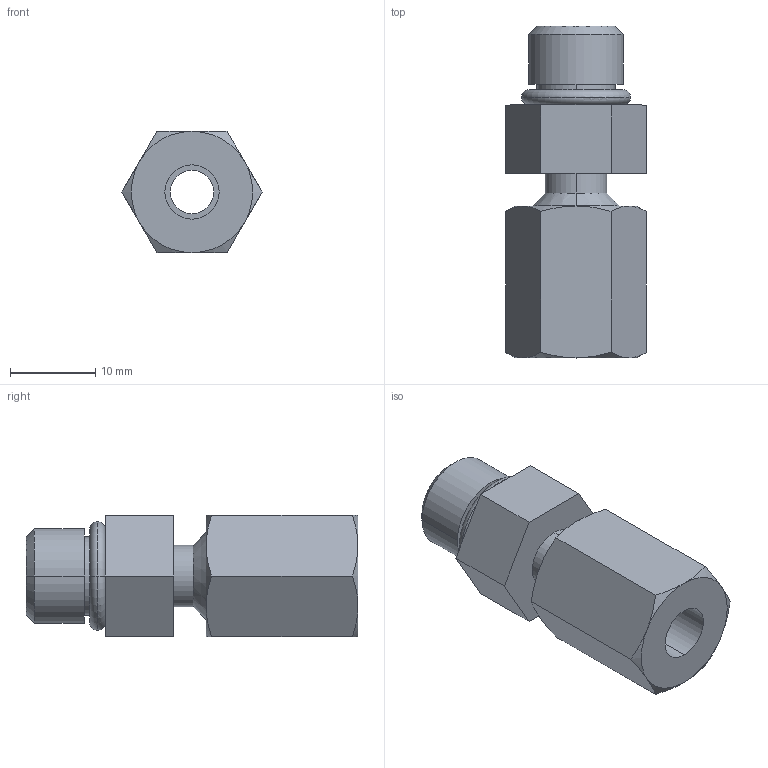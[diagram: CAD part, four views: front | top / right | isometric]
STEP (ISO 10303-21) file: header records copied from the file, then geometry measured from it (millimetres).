
FILE_DESCRIPTION((''),'2;1');
FILE_NAME('ILC30000144','2005-08-24T',('KR'),(''),'PRO/ENGINEER BY PARAMETRIC TECHNOLOGY CORPORATION, 2004290','PRO/ENGINEER BY PARAMETRIC TECHNOLOGY CORPORATION, 2004290','');
FILE_SCHEMA(('AUTOMOTIVE_DESIGN_CC2 { 1 2 10303 214 -1 1 5 2 }'));
Length unit declared in the file: inch
Products named in the file (1): ILC30000144
Bounding box: 16.42 x 38.86 x 14.22 mm (x, y, z)
Volume: 4553.4 mm3; surface area: 3170.4 mm2
Topology: 2 solids, 2 shells, 53 faces, 114 edges, 68 vertices
Faces by surface type: plane 19, cone 18, cylinder 12, torus 4
Entity records: 2111 total; most frequent: CARTESIAN_POINT 467, DIRECTION 236, ORIENTED_EDGE 228, PRESENTATION_STYLE_ASSIGNMENT 120, STYLED_ITEM 116, CURVE_STYLE 114, EDGE_CURVE 114, COLOUR_RGB 107
